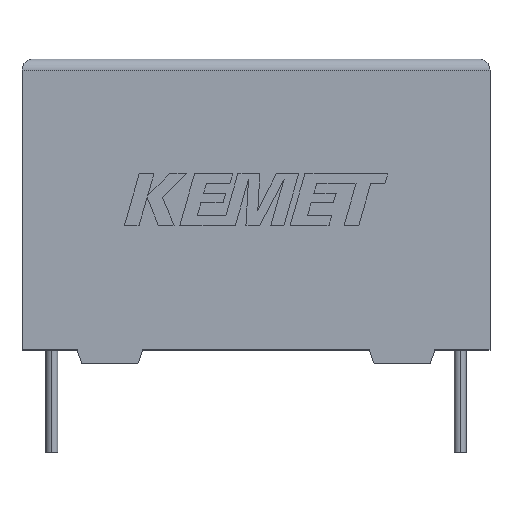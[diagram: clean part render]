
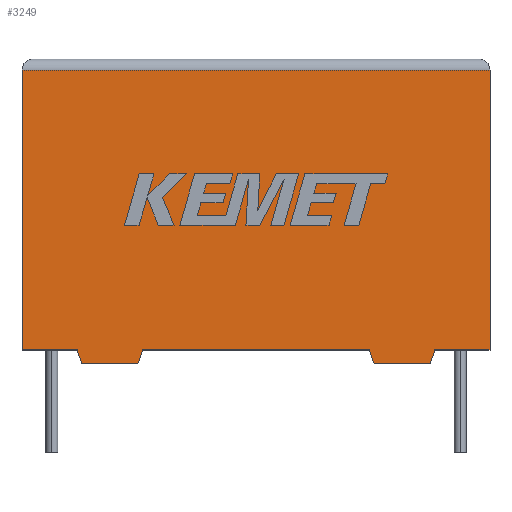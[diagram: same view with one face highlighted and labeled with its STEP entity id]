
A CAD part, top view. The second image highlights one B-rep face of the part: STEP entity #3249.
In plain terms, the highlighted planar face has unit normal (0, 0, 1).
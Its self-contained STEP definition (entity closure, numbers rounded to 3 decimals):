
#21 = ORIENTED_EDGE ( 'NONE', *, *, #706, .T. ) ;
#28 = ORIENTED_EDGE ( 'NONE', *, *, #379, .T. ) ;
#30 = CARTESIAN_POINT ( 'NONE',  ( 0., 0., 10.5 ) ) ;
#35 = EDGE_CURVE ( 'NONE', #91, #1077, #932, .T. ) ;
#57 = LINE ( 'NONE', #3179, #499 ) ;
#91 = VERTEX_POINT ( 'NONE', #2063 ) ;
#94 = CARTESIAN_POINT ( 'NONE',  ( 7.806, -0.922, 10.5 ) ) ;
#148 = CARTESIAN_POINT ( 'NONE',  ( 27.78, 0., 10.5 ) ) ;
#192 = CARTESIAN_POINT ( 'NONE',  ( 0., 0., 10.5 ) ) ;
#219 = VECTOR ( 'NONE', #1911, 1000. ) ;
#230 = VERTEX_POINT ( 'NONE', #2604 ) ;
#256 = VECTOR ( 'NONE', #2356, 1000. ) ;
#267 = VECTOR ( 'NONE', #1469, 1000. ) ;
#283 = DIRECTION ( 'NONE',  ( 0., 0., -1. ) ) ;
#328 = VECTOR ( 'NONE', #3181, 1000. ) ;
#329 = VECTOR ( 'NONE', #536, 1000. ) ;
#343 = DIRECTION ( 'NONE',  ( 0., -1., 0. ) ) ;
#351 = EDGE_CURVE ( 'NONE', #230, #422, #57, .T. ) ;
#379 = EDGE_CURVE ( 'NONE', #2430, #91, #881, .T. ) ;
#410 = DIRECTION ( 'NONE',  ( -0.309, 0.951, 0. ) ) ;
#422 = VERTEX_POINT ( 'NONE', #2416 ) ;
#445 = DIRECTION ( 'NONE',  ( 1., 0., 0. ) ) ;
#499 = VECTOR ( 'NONE', #410, 1000. ) ;
#520 = VECTOR ( 'NONE', #814, 1000. ) ;
#526 = DIRECTION ( 'NONE',  ( 1., 0., 0. ) ) ;
#536 = DIRECTION ( 'NONE',  ( 0.309, 0.951, 0. ) ) ;
#611 = CARTESIAN_POINT ( 'NONE',  ( 4.02, -0.922, 10.5 ) ) ;
#618 = ORIENTED_EDGE ( 'NONE', *, *, #351, .F. ) ;
#706 = EDGE_CURVE ( 'NONE', #1077, #3246, #2017, .T. ) ;
#711 = VERTEX_POINT ( 'NONE', #3114 ) ;
#724 = EDGE_CURVE ( 'NONE', #1172, #2268, #2095, .T. ) ;
#770 = VERTEX_POINT ( 'NONE', #148 ) ;
#783 = CARTESIAN_POINT ( 'NONE',  ( 27.48, -0.922, 10.5 ) ) ;
#814 = DIRECTION ( 'NONE',  ( -0.309, -0.951, 0. ) ) ;
#870 = VECTOR ( 'NONE', #445, 1000. ) ;
#881 = LINE ( 'NONE', #2441, #219 ) ;
#906 = AXIS2_PLACEMENT_3D ( 'NONE', #3006, #283, #1997 ) ;
#926 = EDGE_CURVE ( 'NONE', #2268, #2695, #1240, .T. ) ;
#932 = LINE ( 'NONE', #2954, #267 ) ;
#1000 = CARTESIAN_POINT ( 'NONE',  ( 0., 0., 10.5 ) ) ;
#1020 = CARTESIAN_POINT ( 'NONE',  ( 8.106, 0., 10.5 ) ) ;
#1025 = LINE ( 'NONE', #192, #870 ) ;
#1077 = VERTEX_POINT ( 'NONE', #2085 ) ;
#1138 = ORIENTED_EDGE ( 'NONE', *, *, #2615, .T. ) ;
#1172 = VERTEX_POINT ( 'NONE', #2061 ) ;
#1240 = LINE ( 'NONE', #2483, #329 ) ;
#1327 = LINE ( 'NONE', #1966, #3170 ) ;
#1392 = EDGE_CURVE ( 'NONE', #2695, #422, #2987, .T. ) ;
#1431 = CARTESIAN_POINT ( 'NONE',  ( 0., 0., 10.5 ) ) ;
#1449 = ORIENTED_EDGE ( 'NONE', *, *, #35, .T. ) ;
#1469 = DIRECTION ( 'NONE',  ( -1., 0., 0. ) ) ;
#1550 = FACE_OUTER_BOUND ( 'NONE', #1570, .T. ) ;
#1570 = EDGE_LOOP ( 'NONE', ( #28, #1449, #21, #2395, #1138, #2267, #2589, #1776, #618, #2440, #1975, #2301 ) ) ;
#1590 = EDGE_CURVE ( 'NONE', #770, #2430, #2358, .T. ) ;
#1663 = EDGE_CURVE ( 'NONE', #770, #2702, #2552, .T. ) ;
#1682 = CARTESIAN_POINT ( 'NONE',  ( 27.48, -0.922, 10.5 ) ) ;
#1776 = ORIENTED_EDGE ( 'NONE', *, *, #1392, .T. ) ;
#1911 = DIRECTION ( 'NONE',  ( 0., 1., 0. ) ) ;
#1966 = CARTESIAN_POINT ( 'NONE',  ( 3.72, 0., 10.5 ) ) ;
#1975 = ORIENTED_EDGE ( 'NONE', *, *, #1663, .F. ) ;
#1980 = DIRECTION ( 'NONE',  ( 0.309, -0.951, 0. ) ) ;
#1997 = DIRECTION ( 'NONE',  ( -1., 0., 0. ) ) ;
#2017 = LINE ( 'NONE', #2587, #2801 ) ;
#2061 = CARTESIAN_POINT ( 'NONE',  ( 4.02, -0.922, 10.5 ) ) ;
#2063 = CARTESIAN_POINT ( 'NONE',  ( 31.5, 18.839, 10.5 ) ) ;
#2085 = CARTESIAN_POINT ( 'NONE',  ( 0., 18.839, 10.5 ) ) ;
#2095 = LINE ( 'NONE', #611, #256 ) ;
#2163 = EDGE_CURVE ( 'NONE', #2702, #230, #2786, .T. ) ;
#2267 = ORIENTED_EDGE ( 'NONE', *, *, #724, .T. ) ;
#2268 = VERTEX_POINT ( 'NONE', #94 ) ;
#2301 = ORIENTED_EDGE ( 'NONE', *, *, #1590, .T. ) ;
#2356 = DIRECTION ( 'NONE',  ( 1., 0., 0. ) ) ;
#2358 = LINE ( 'NONE', #1000, #2905 ) ;
#2395 = ORIENTED_EDGE ( 'NONE', *, *, #3133, .T. ) ;
#2416 = CARTESIAN_POINT ( 'NONE',  ( 23.394, 0., 10.5 ) ) ;
#2430 = VERTEX_POINT ( 'NONE', #2557 ) ;
#2440 = ORIENTED_EDGE ( 'NONE', *, *, #2163, .F. ) ;
#2441 = CARTESIAN_POINT ( 'NONE',  ( 31.5, 0., 10.5 ) ) ;
#2470 = VECTOR ( 'NONE', #3220, 1000. ) ;
#2483 = CARTESIAN_POINT ( 'NONE',  ( 7.806, -0.922, 10.5 ) ) ;
#2552 = LINE ( 'NONE', #3113, #520 ) ;
#2557 = CARTESIAN_POINT ( 'NONE',  ( 31.5, 0., 10.5 ) ) ;
#2587 = CARTESIAN_POINT ( 'NONE',  ( 0., 0., 10.5 ) ) ;
#2589 = ORIENTED_EDGE ( 'NONE', *, *, #926, .T. ) ;
#2604 = CARTESIAN_POINT ( 'NONE',  ( 23.694, -0.922, 10.5 ) ) ;
#2615 = EDGE_CURVE ( 'NONE', #711, #1172, #1327, .T. ) ;
#2695 = VERTEX_POINT ( 'NONE', #1020 ) ;
#2702 = VERTEX_POINT ( 'NONE', #783 ) ;
#2738 = PLANE ( 'NONE',  #906 ) ;
#2786 = LINE ( 'NONE', #1682, #2470 ) ;
#2801 = VECTOR ( 'NONE', #343, 1000. ) ;
#2905 = VECTOR ( 'NONE', #526, 1000. ) ;
#2954 = CARTESIAN_POINT ( 'NONE',  ( 0., 18.839, 10.5 ) ) ;
#2987 = LINE ( 'NONE', #1431, #328 ) ;
#3006 = CARTESIAN_POINT ( 'NONE',  ( 0., 0., 10.5 ) ) ;
#3113 = CARTESIAN_POINT ( 'NONE',  ( 27.78, 0., 10.5 ) ) ;
#3114 = CARTESIAN_POINT ( 'NONE',  ( 3.72, 0., 10.5 ) ) ;
#3133 = EDGE_CURVE ( 'NONE', #3246, #711, #1025, .T. ) ;
#3170 = VECTOR ( 'NONE', #1980, 1000. ) ;
#3179 = CARTESIAN_POINT ( 'NONE',  ( 23.694, -0.922, 10.5 ) ) ;
#3181 = DIRECTION ( 'NONE',  ( 1., 0., 0. ) ) ;
#3220 = DIRECTION ( 'NONE',  ( -1., 0., 0. ) ) ;
#3246 = VERTEX_POINT ( 'NONE', #30 ) ;
#3249 = ADVANCED_FACE ( 'NONE', ( #1550 ), #2738, .F. ) ;
